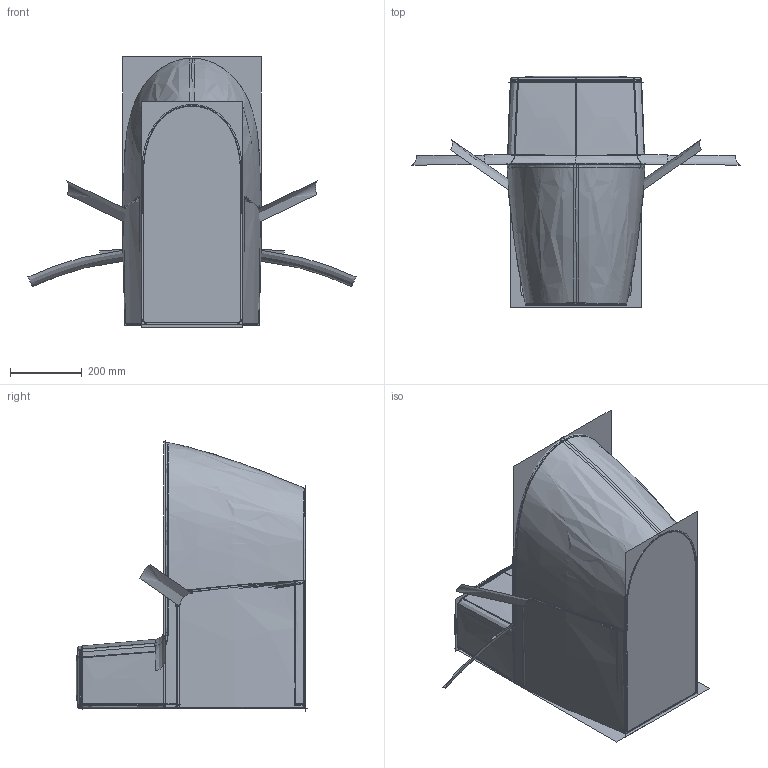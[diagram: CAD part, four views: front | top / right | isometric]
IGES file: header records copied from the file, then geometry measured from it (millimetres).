
Start section:  PTC IGES file: n_acacia_e_op_jan9_18.igs
Global section: file name: n_acacia_e_op_jan9_18.igs; native system: Creo Parametric by PTC Inc.; preprocessor: 2015290; author: 11049422; organization: Unknown; date: 20180712.095611; units: millimetre
Bounding box: 912.37 x 644.77 x 751.63 mm (x, y, z)
Surface area: 7141987.6 mm2 (no closed solid volume)
Topology: 0 solids, 0 shells, 364 faces, 5217 edges, 6643 vertices
Faces by surface type: bspline 364
